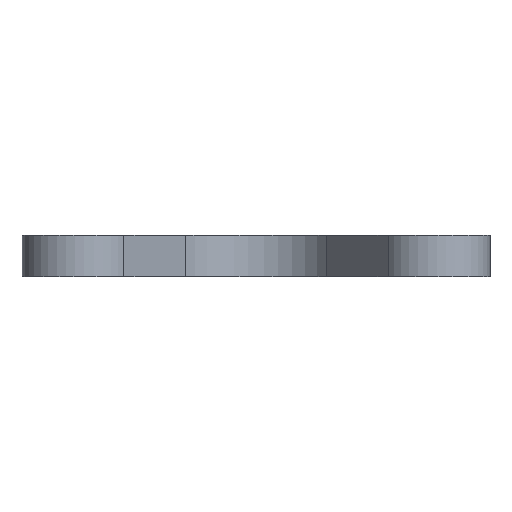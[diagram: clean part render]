
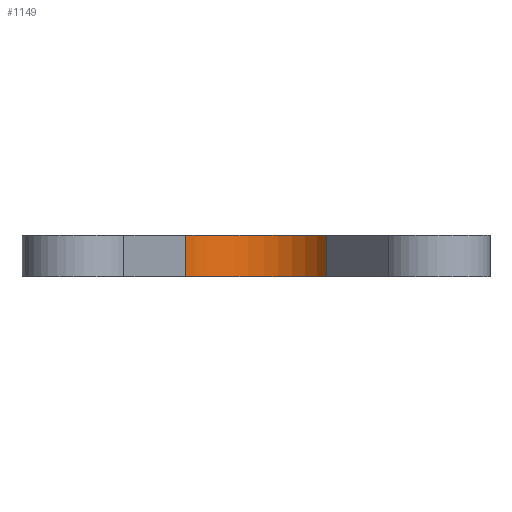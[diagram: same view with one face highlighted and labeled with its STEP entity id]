
A CAD part, front view. The second image highlights one B-rep face of the part: STEP entity #1149.
In plain terms, the highlighted cylindrical face has radius 10 mm (diameter 20 mm), a partial arc.
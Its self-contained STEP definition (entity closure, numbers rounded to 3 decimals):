
#89=FACE_OUTER_BOUND('',#159,.T.);
#159=EDGE_LOOP('',(#929,#930,#931,#932));
#238=LINE('',#1799,#350);
#256=LINE('',#1866,#368);
#350=VECTOR('',#1428,10.);
#368=VECTOR('',#1488,10.);
#431=CIRCLE('',#1211,10.);
#453=CIRCLE('',#1243,10.);
#495=VERTEX_POINT('',#1709);
#496=VERTEX_POINT('',#1711);
#532=VERTEX_POINT('',#1797);
#540=VERTEX_POINT('',#1821);
#609=EDGE_CURVE('',#496,#495,#431,.T.);
#653=EDGE_CURVE('',#495,#532,#238,.T.);
#666=EDGE_CURVE('',#532,#540,#453,.T.);
#688=EDGE_CURVE('',#540,#496,#256,.T.);
#929=ORIENTED_EDGE('',*,*,#609,.T.);
#930=ORIENTED_EDGE('',*,*,#653,.T.);
#931=ORIENTED_EDGE('',*,*,#666,.T.);
#932=ORIENTED_EDGE('',*,*,#688,.T.);
#1107=CYLINDRICAL_SURFACE('',#1266,10.);
#1149=ADVANCED_FACE('',(#89),#1107,.F.);
#1211=AXIS2_PLACEMENT_3D('',#1712,#1353,#1354);
#1243=AXIS2_PLACEMENT_3D('',#1823,#1452,#1453);
#1266=AXIS2_PLACEMENT_3D('',#1885,#1517,#1518);
#1353=DIRECTION('center_axis',(0.,0.,1.));
#1354=DIRECTION('ref_axis',(0.,1.,0.));
#1428=DIRECTION('',(0.,0.,-1.));
#1452=DIRECTION('center_axis',(0.,0.,-1.));
#1453=DIRECTION('ref_axis',(0.,1.,0.));
#1488=DIRECTION('',(0.,0.,1.));
#1517=DIRECTION('center_axis',(0.,0.,-1.));
#1518=DIRECTION('ref_axis',(0.,1.,0.));
#1709=CARTESIAN_POINT('',(97.321,-48.321,8.284));
#1711=CARTESIAN_POINT('',(113.685,-48.321,8.284));
#1712=CARTESIAN_POINT('Origin',(105.503,-54.071,8.284));
#1797=CARTESIAN_POINT('',(97.321,-48.321,3.519));
#1799=CARTESIAN_POINT('',(97.321,-48.321,3.519));
#1821=CARTESIAN_POINT('',(113.685,-48.321,3.519));
#1823=CARTESIAN_POINT('Origin',(105.503,-54.071,3.519));
#1866=CARTESIAN_POINT('',(113.685,-48.321,3.519));
#1885=CARTESIAN_POINT('Origin',(105.503,-54.071,3.519));
